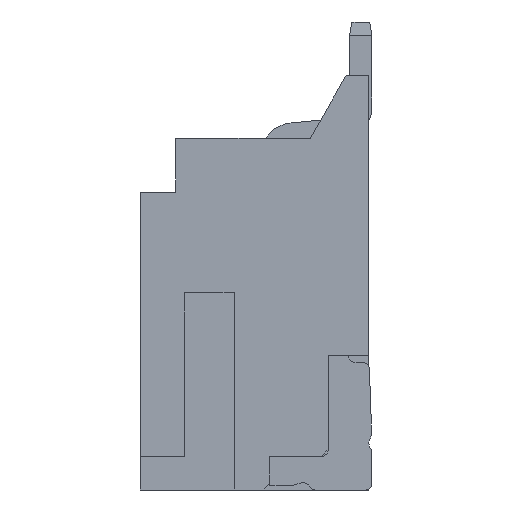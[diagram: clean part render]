
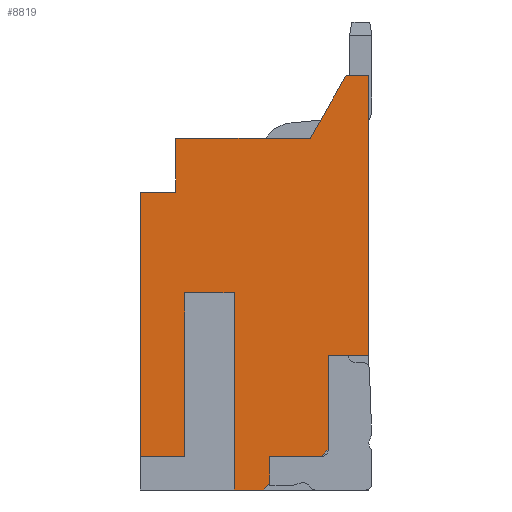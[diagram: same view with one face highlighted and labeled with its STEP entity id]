
A CAD part, left-side view. The second image highlights one B-rep face of the part: STEP entity #8819.
In plain terms, the highlighted planar face has unit normal (-1, 0, 0).
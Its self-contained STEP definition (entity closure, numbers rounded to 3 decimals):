
#463 = LINE ( 'NONE', #10483, #13235 ) ;
#941 = CARTESIAN_POINT ( 'NONE',  ( -8., -2.9, -7.1 ) ) ;
#1014 = DIRECTION ( 'NONE',  ( 0., 0., 1. ) ) ;
#1180 = VERTEX_POINT ( 'NONE', #3843 ) ;
#1253 = EDGE_CURVE ( 'NONE', #5079, #8217, #10013, .T. ) ;
#1515 = VECTOR ( 'NONE', #16319, 1000. ) ;
#1617 = LINE ( 'NONE', #6174, #1515 ) ;
#1768 = EDGE_CURVE ( 'NONE', #5079, #1180, #2688, .T. ) ;
#1832 = EDGE_CURVE ( 'NONE', #13152, #7069, #11763, .T. ) ;
#1935 = VECTOR ( 'NONE', #2340, 1000. ) ;
#2060 = ORIENTED_EDGE ( 'NONE', *, *, #9200, .T. ) ;
#2125 = CARTESIAN_POINT ( 'NONE',  ( -8., -2.1, -7.85 ) ) ;
#2315 = LINE ( 'NONE', #8376, #16726 ) ;
#2340 = DIRECTION ( 'NONE',  ( 0., 1., 0. ) ) ;
#2345 = EDGE_CURVE ( 'NONE', #9032, #9144, #6638, .T. ) ;
#2355 = CARTESIAN_POINT ( 'NONE',  ( -8., -0.8, -3.925 ) ) ;
#2527 = CARTESIAN_POINT ( 'NONE',  ( -8., -4.2, -6.95 ) ) ;
#2530 = PLANE ( 'NONE',  #12665 ) ;
#2606 = DIRECTION ( 'NONE',  ( 0., 0., 1. ) ) ;
#2688 = LINE ( 'NONE', #8846, #13097 ) ;
#2944 = DIRECTION ( 'NONE',  ( 0., -1., 0. ) ) ;
#3017 = LINE ( 'NONE', #15023, #13682 ) ;
#3088 = LINE ( 'NONE', #15076, #14287 ) ;
#3387 = VECTOR ( 'NONE', #14134, 1000. ) ;
#3394 = ORIENTED_EDGE ( 'NONE', *, *, #1832, .F. ) ;
#3843 = CARTESIAN_POINT ( 'NONE',  ( -8., -2.75, -7.85 ) ) ;
#3855 = EDGE_CURVE ( 'NONE', #8076, #9074, #18872, .T. ) ;
#3993 = VECTOR ( 'NONE', #12963, 1000. ) ;
#4626 = DIRECTION ( 'NONE',  ( 0., -1., 0. ) ) ;
#4681 = LINE ( 'NONE', #18459, #9313 ) ;
#4785 = EDGE_CURVE ( 'NONE', #10911, #1180, #3088, .T. ) ;
#5068 = ORIENTED_EDGE ( 'NONE', *, *, #2345, .F. ) ;
#5079 = VERTEX_POINT ( 'NONE', #18867 ) ;
#5243 = LINE ( 'NONE', #2527, #3387 ) ;
#5244 = CARTESIAN_POINT ( 'NONE',  ( -8., -2.55, -3.225 ) ) ;
#5278 = ORIENTED_EDGE ( 'NONE', *, *, #1768, .F. ) ;
#5718 = CARTESIAN_POINT ( 'NONE',  ( -8., -1., -3.45 ) ) ;
#5762 = ORIENTED_EDGE ( 'NONE', *, *, #4785, .T. ) ;
#6090 = CARTESIAN_POINT ( 'NONE',  ( -8., -1., -7.1 ) ) ;
#6174 = CARTESIAN_POINT ( 'NONE',  ( -8., -5.1, -3.225 ) ) ;
#6544 = DIRECTION ( 'NONE',  ( 0., 1., 0. ) ) ;
#6545 = VERTEX_POINT ( 'NONE', #16110 ) ;
#6638 = LINE ( 'NONE', #12580, #3993 ) ;
#7069 = VERTEX_POINT ( 'NONE', #5718 ) ;
#7077 = VERTEX_POINT ( 'NONE', #7107 ) ;
#7107 = CARTESIAN_POINT ( 'NONE',  ( -8., -4.05, -7.1 ) ) ;
#7199 = DIRECTION ( 'NONE',  ( 0., 0.707, -0.707 ) ) ;
#7351 = LINE ( 'NONE', #8726, #9552 ) ;
#7404 = EDGE_CURVE ( 'NONE', #10911, #13152, #4681, .T. ) ;
#7717 = VECTOR ( 'NONE', #17696, 1000. ) ;
#8076 = VERTEX_POINT ( 'NONE', #6090 ) ;
#8217 = VERTEX_POINT ( 'NONE', #941 ) ;
#8227 = CARTESIAN_POINT ( 'NONE',  ( -8., 0., -7.1 ) ) ;
#8282 = EDGE_CURVE ( 'NONE', #6545, #9967, #7351, .T. ) ;
#8294 = CARTESIAN_POINT ( 'NONE',  ( -8., -2.55, -7.1 ) ) ;
#8376 = CARTESIAN_POINT ( 'NONE',  ( -8., -2.55, -4.85 ) ) ;
#8714 = CARTESIAN_POINT ( 'NONE',  ( -8., -3.8, 0. ) ) ;
#8726 = CARTESIAN_POINT ( 'NONE',  ( -8., -2.55, 0. ) ) ;
#8765 = VERTEX_POINT ( 'NONE', #12493 ) ;
#8811 = LINE ( 'NONE', #8714, #9556 ) ;
#8819 = ADVANCED_FACE ( 'NONE', ( #12860 ), #2530, .F. ) ;
#8846 = CARTESIAN_POINT ( 'NONE',  ( -8., -2.9, -7.7 ) ) ;
#8848 = LINE ( 'NONE', #15072, #13035 ) ;
#9032 = VERTEX_POINT ( 'NONE', #17530 ) ;
#9074 = VERTEX_POINT ( 'NONE', #8227 ) ;
#9144 = VERTEX_POINT ( 'NONE', #19072 ) ;
#9200 = EDGE_CURVE ( 'NONE', #17885, #9144, #1617, .T. ) ;
#9313 = VECTOR ( 'NONE', #9471, 1000. ) ;
#9471 = DIRECTION ( 'NONE',  ( 0., 0., 1. ) ) ;
#9552 = VECTOR ( 'NONE', #2944, 1000. ) ;
#9556 = VECTOR ( 'NONE', #17560, 1000. ) ;
#9927 = DIRECTION ( 'NONE',  ( 1., 0., 0. ) ) ;
#9930 = VECTOR ( 'NONE', #13763, 1000. ) ;
#9967 = VERTEX_POINT ( 'NONE', #15582 ) ;
#10013 = LINE ( 'NONE', #15967, #11123 ) ;
#10200 = CARTESIAN_POINT ( 'NONE',  ( -8., -2.55, -3.45 ) ) ;
#10294 = EDGE_CURVE ( 'NONE', #9074, #18389, #463, .T. ) ;
#10388 = ORIENTED_EDGE ( 'NONE', *, *, #12932, .F. ) ;
#10483 = CARTESIAN_POINT ( 'NONE',  ( -8., 0., -3.225 ) ) ;
#10911 = VERTEX_POINT ( 'NONE', #2125 ) ;
#10915 = LINE ( 'NONE', #16663, #9930 ) ;
#10964 = ORIENTED_EDGE ( 'NONE', *, *, #16747, .F. ) ;
#11123 = VECTOR ( 'NONE', #2606, 1000. ) ;
#11478 = ORIENTED_EDGE ( 'NONE', *, *, #10294, .F. ) ;
#11612 = EDGE_CURVE ( 'NONE', #9967, #9032, #8811, .T. ) ;
#11682 = EDGE_CURVE ( 'NONE', #17885, #14393, #2315, .T. ) ;
#11763 = LINE ( 'NONE', #10200, #17433 ) ;
#11775 = ORIENTED_EDGE ( 'NONE', *, *, #8282, .F. ) ;
#11811 = VECTOR ( 'NONE', #1014, 1000. ) ;
#11921 = ORIENTED_EDGE ( 'NONE', *, *, #1253, .T. ) ;
#12268 = CARTESIAN_POINT ( 'NONE',  ( -8., 0., -1.2 ) ) ;
#12493 = CARTESIAN_POINT ( 'NONE',  ( -8., -0.8, -1.2 ) ) ;
#12580 = CARTESIAN_POINT ( 'NONE',  ( -8., -4.85, 1.4 ) ) ;
#12665 = AXIS2_PLACEMENT_3D ( 'NONE', #5244, #9927, #14340 ) ;
#12848 = CARTESIAN_POINT ( 'NONE',  ( -8., -4.2, -4.85 ) ) ;
#12860 = FACE_OUTER_BOUND ( 'NONE', #18485, .T. ) ;
#12932 = EDGE_CURVE ( 'NONE', #14393, #19084, #3017, .T. ) ;
#12933 = DIRECTION ( 'NONE',  ( 0., 1., 0. ) ) ;
#12963 = DIRECTION ( 'NONE',  ( 0., -1., 0. ) ) ;
#12965 = ORIENTED_EDGE ( 'NONE', *, *, #7404, .F. ) ;
#13035 = VECTOR ( 'NONE', #14788, 1000. ) ;
#13097 = VECTOR ( 'NONE', #7199, 1000. ) ;
#13109 = LINE ( 'NONE', #2355, #11811 ) ;
#13122 = EDGE_CURVE ( 'NONE', #7069, #8076, #10915, .T. ) ;
#13152 = VERTEX_POINT ( 'NONE', #13659 ) ;
#13192 = EDGE_CURVE ( 'NONE', #19084, #7077, #5243, .T. ) ;
#13235 = VECTOR ( 'NONE', #18182, 1000. ) ;
#13659 = CARTESIAN_POINT ( 'NONE',  ( -8., -2.1, -3.45 ) ) ;
#13682 = VECTOR ( 'NONE', #16202, 1000. ) ;
#13763 = DIRECTION ( 'NONE',  ( 0., 0., -1. ) ) ;
#13981 = CARTESIAN_POINT ( 'NONE',  ( -8., -4.2, -6.95 ) ) ;
#13998 = ORIENTED_EDGE ( 'NONE', *, *, #13192, .F. ) ;
#14013 = EDGE_CURVE ( 'NONE', #18389, #8765, #8848, .T. ) ;
#14134 = DIRECTION ( 'NONE',  ( 0., 0.707, -0.707 ) ) ;
#14287 = VECTOR ( 'NONE', #4626, 1000. ) ;
#14340 = DIRECTION ( 'NONE',  ( 0., 0., -1. ) ) ;
#14393 = VERTEX_POINT ( 'NONE', #12848 ) ;
#14665 = ORIENTED_EDGE ( 'NONE', *, *, #14013, .F. ) ;
#14788 = DIRECTION ( 'NONE',  ( 0., -1., 0. ) ) ;
#15023 = CARTESIAN_POINT ( 'NONE',  ( -8., -4.2, -3.225 ) ) ;
#15072 = CARTESIAN_POINT ( 'NONE',  ( -8., -2.55, -1.2 ) ) ;
#15076 = CARTESIAN_POINT ( 'NONE',  ( -8., -2.55, -7.85 ) ) ;
#15187 = EDGE_CURVE ( 'NONE', #8765, #6545, #13109, .T. ) ;
#15582 = CARTESIAN_POINT ( 'NONE',  ( -8., -3.8, 0. ) ) ;
#15621 = LINE ( 'NONE', #8294, #1935 ) ;
#15967 = CARTESIAN_POINT ( 'NONE',  ( -8., -2.9, -6.025 ) ) ;
#16003 = ORIENTED_EDGE ( 'NONE', *, *, #13122, .F. ) ;
#16023 = CARTESIAN_POINT ( 'NONE',  ( -8., -5.1, -4.85 ) ) ;
#16110 = CARTESIAN_POINT ( 'NONE',  ( -8., -0.8, 0. ) ) ;
#16202 = DIRECTION ( 'NONE',  ( 0., 0., -1. ) ) ;
#16319 = DIRECTION ( 'NONE',  ( 0., 0., 1. ) ) ;
#16566 = ORIENTED_EDGE ( 'NONE', *, *, #11612, .F. ) ;
#16663 = CARTESIAN_POINT ( 'NONE',  ( -8., -1., -3.225 ) ) ;
#16726 = VECTOR ( 'NONE', #6544, 1000. ) ;
#16747 = EDGE_CURVE ( 'NONE', #7077, #8217, #15621, .T. ) ;
#16913 = ORIENTED_EDGE ( 'NONE', *, *, #3855, .F. ) ;
#17433 = VECTOR ( 'NONE', #12933, 1000. ) ;
#17530 = CARTESIAN_POINT ( 'NONE',  ( -8., -4.6, 1.4 ) ) ;
#17560 = DIRECTION ( 'NONE',  ( 0., -0.496, 0.868 ) ) ;
#17696 = DIRECTION ( 'NONE',  ( 0., 1., 0. ) ) ;
#17885 = VERTEX_POINT ( 'NONE', #16023 ) ;
#17930 = ORIENTED_EDGE ( 'NONE', *, *, #15187, .F. ) ;
#18182 = DIRECTION ( 'NONE',  ( 0., 0., 1. ) ) ;
#18389 = VERTEX_POINT ( 'NONE', #12268 ) ;
#18459 = CARTESIAN_POINT ( 'NONE',  ( -8., -2.1, -3.225 ) ) ;
#18479 = ORIENTED_EDGE ( 'NONE', *, *, #11682, .F. ) ;
#18485 = EDGE_LOOP ( 'NONE', ( #13998, #10388, #18479, #2060, #5068, #16566, #11775, #17930, #14665, #11478, #16913, #16003, #3394, #12965, #5762, #5278, #11921, #10964 ) ) ;
#18867 = CARTESIAN_POINT ( 'NONE',  ( -8., -2.9, -7.7 ) ) ;
#18872 = LINE ( 'NONE', #19086, #7717 ) ;
#19072 = CARTESIAN_POINT ( 'NONE',  ( -8., -5.1, 1.4 ) ) ;
#19084 = VERTEX_POINT ( 'NONE', #13981 ) ;
#19086 = CARTESIAN_POINT ( 'NONE',  ( -8., -2.55, -7.1 ) ) ;
